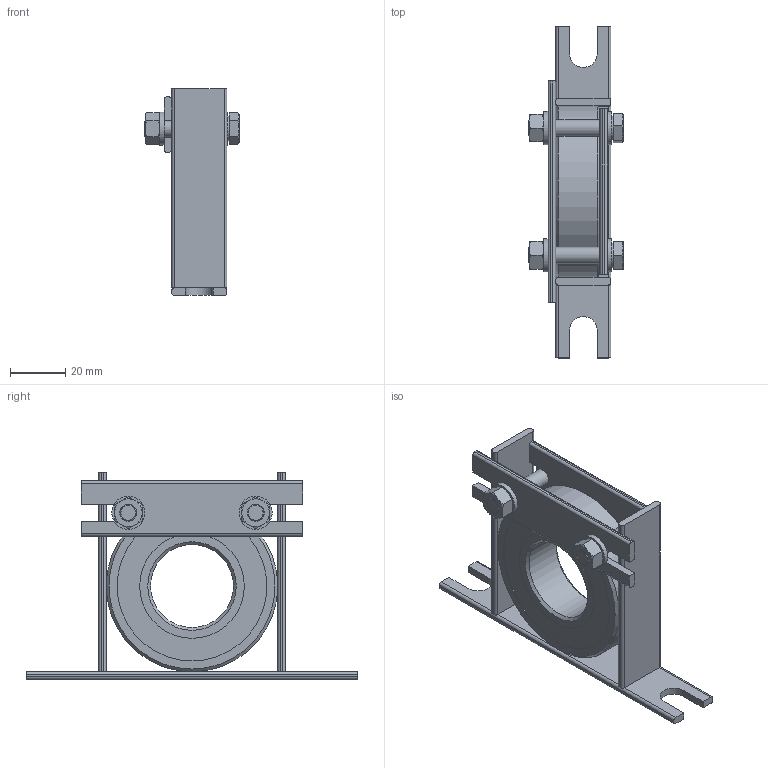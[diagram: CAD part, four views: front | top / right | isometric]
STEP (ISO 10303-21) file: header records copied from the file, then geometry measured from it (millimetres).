
FILE_DESCRIPTION(/* description */ ('CAx-IF Rec.Pracs.---Representation and Presentation of Product Manufacturing Information (PMI)---4.0---2014-10-13','CAx-IF Rec.Pracs.---3D Tessellated Geometry---0.4---2014-09-14','2;1'),/* implementation_level */ '2;1');
FILE_NAME(/* name */ 'A_Roller_Bearing_Bracket_Fixed',/* time_stamp */ '2024-04-10T10:25:44+02:00',/* author */ ('Philippe COLBACH'),/* organization */ ('ETH Zurich'),/* preprocessor_version */ 'ST-DEVELOPER v18.1',/* originating_system */ 'SIEMENS PLM Software NX 1988',/* authorisation */ $);
FILE_SCHEMA (('AP242_MANAGED_MODEL_BASED_3D_ENGINEERING_MIM_LF { 1 0 10303 442 3 1 4 }'));
Length unit declared in the file: millimetre
Products named in the file (11): A_Roller_Bearing_Bracket_Fixed; M_Bearing_Bracket_L_Base_Fixed; Plain Washer, Normal, DIN,M6; Hex Nut, 1A, DIN,M6x1; Hex Head Screw, Grades A, B, DIN,M6x30; Single Row Radial Contact Ball Brg, 2RS W 2 Seals, DIN,6206_2RS; M_Bearing_Bracket_L_Side; M_Bearing_Bracket_L_Clamping_Plate; M_Bearing_Bracket_L_Backplate
Assembly tree (14 placements, depth 2):
  A_Roller_Bearing_Bracket_Fixed
    M_Bearing_Bracket_L_Base_Fixed
    Plain Washer, Normal, DIN,M6  x4
    Hex Nut, 1A, DIN,M6x1
    Hex Head Screw, Grades A, B, DIN,M6x30
    Hex Nut, 1A, DIN,M6x1
    Hex Head Screw, Grades A, B, DIN,M6x30
    Single Row Radial Contact Ball Brg, 2RS W 2 Seals, DIN,6206_2RS
    M_Bearing_Bracket_L_Side  x2
    M_Bearing_Bracket_L_Clamping_Plate
    M_Bearing_Bracket_L_Backplate
Bounding box: 34 x 120 x 74.75 mm (x, y, z)
Volume: 50980.4 mm3; surface area: 40387.1 mm2
Topology: 35 solids, 35 shells, 226 faces, 504 edges, 320 vertices
Faces by surface type: plane 104, cylinder 54, cone 46, sphere 18, torus 4
Full cylindrical faces by diameter (mm): 5.188 x2, 6 x2, 6.6 x4, 8.88 x2, 12 x4, 30 x1, 37.82 x4, 40.667 x2, 51.333 x2, 54.18 x4, 62 x1
Entity records: 7131 total; most frequent: CARTESIAN_POINT 1355, DIRECTION 1246, ORIENTED_EDGE 736, AXIS2_PLACEMENT_3D 543, EDGE_CURVE 368, VERTEX_POINT 270, FACE_BOUND 262, EDGE_LOOP 244
